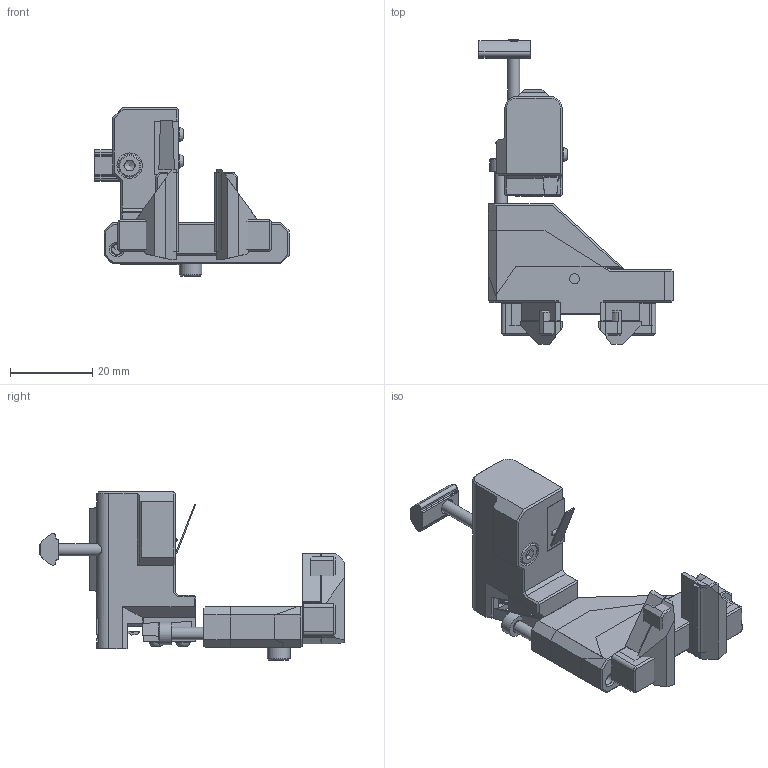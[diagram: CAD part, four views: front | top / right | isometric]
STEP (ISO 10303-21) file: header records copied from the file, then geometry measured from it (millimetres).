
FILE_DESCRIPTION(/* description */ (''),/* implementation_level */ '2;1');
FILE_NAME(/* name */ 'Endstop_mounts.step',/* time_stamp */ '2025-05-14T16:18:11+10:00',/* author */ (''),/* organization */ (''),/* preprocessor_version */ 'ST-DEVELOPER v20.1',/* originating_system */ 'Autodesk Translation Framework v14.4.0.0',/* authorisation */ '');
FILE_SCHEMA (('AUTOMOTIVE_DESIGN { 1 0 10303 214 3 1 1 }'));
Length unit declared in the file: millimetre
Products named in the file (37): SC_Endstops; A_Motor_EndStop_Mount; EndStop_Mount; Hardware (3); M2x10 Self-tapping Screw (19) (1); M2x10 Self-tapping Screw (19) (1) (1); M2x10 Self-tapping Screw (19) (1) (2); 2020 Drop-in T-nut, M3 (54) (1); D2F_L (2); SOLID (66); D2F_L (2) (1); SOLID (66) (1); JST_B3B_XH_A; LDO_CNC; Open CASCADE STEP translator 7.7 18; Open CASCADE STEP translator 7.7 18.1; Open CASCADE STEP translator 7.7 18.1.1; LDO_EndStop_Bracket; X_Bracket_LDO; Hardware (4); M3x30 SHCS (1); M3x20 SHCS (2) (1); M3x10 SHCS (1); Fysetc_CNC; fysetc; Left_Guide_Fysetc; Right_Guide_Fysetc; Supports; Fysetc_EndStop_Bracket; M3x20 SHCS (2); M3x30 SHCS; M3x10 SHCS; X_Bracket_Fysetc; Switch_fiferboy; M3x25 SHCS; X_Bracket_Printed; M3x10 SHCS (2)
Assembly tree (38 placements, depth 5):
  SC_Endstops
    A_Motor_EndStop_Mount
      EndStop_Mount
      Hardware (3)
        M2x10 Self-tapping Screw (19) (1)
        M2x10 Self-tapping Screw (19) (1) (1)
        M2x10 Self-tapping Screw (19) (1) (2)  x2
        M3x30 SHCS
        2020 Drop-in T-nut, M3 (54) (1)
        D2F_L (2)
          SOLID (66)
        D2F_L (2) (1)
          SOLID (66) (1)
        JST_B3B_XH_A
    LDO_CNC
      Open CASCADE STEP translator 7.7 18
        Open CASCADE STEP translator 7.7 18.1
          Open CASCADE STEP translator 7.7 18.1.1
      LDO_EndStop_Bracket
        X_Bracket_LDO
        Hardware (4)
          M3x30 SHCS (1)
          M3x20 SHCS (2) (1)
          M3x10 SHCS (1)
    Fysetc_CNC
      fysetc
        Left_Guide_Fysetc
        Right_Guide_Fysetc
        Supports
      Fysetc_EndStop_Bracket
        M3x20 SHCS (2)
        M3x30 SHCS
        M3x10 SHCS
        X_Bracket_Fysetc
    Switch_fiferboy
      M3x25 SHCS
      X_Bracket_Printed
      M3x10 SHCS (2)
Bounding box: 47.25 x 74.18 x 40.96 mm (x, y, z)
Volume: 31402.1 mm3; surface area: 20613.8 mm2
Topology: 27 solids, 27 shells, 1003 faces, 2451 edges, 1552 vertices
Faces by surface type: plane 777, cylinder 124, cone 86, torus 9, sphere 4, bspline 3
Full cylindrical faces by diameter (mm): 1.7 x4, 2 x6, 2.8 x5, 2.85 x2, 3 x9, 3.086 x1, 3.2 x6, 3.5 x4, 5.5 x9, 6.2 x4
Entity records: 29449 total; most frequent: CARTESIAN_POINT 5308, DIRECTION 4816, ORIENTED_EDGE 4728, EDGE_CURVE 2364, LINE 1896, VECTOR 1896, VERTEX_POINT 1506, AXIS2_PLACEMENT_3D 1460
